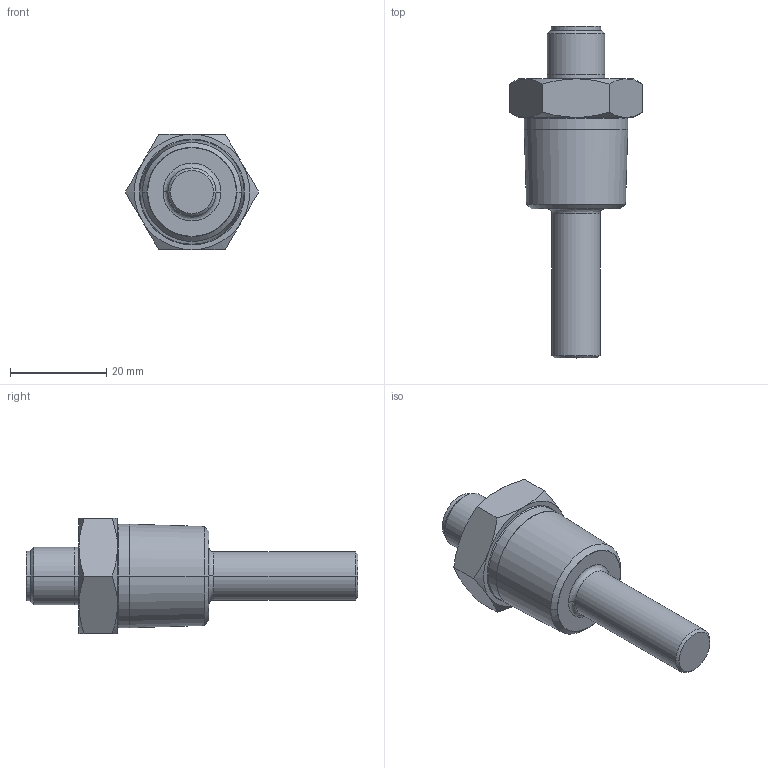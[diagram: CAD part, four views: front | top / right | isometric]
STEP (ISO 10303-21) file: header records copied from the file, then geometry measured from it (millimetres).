
FILE_DESCRIPTION((''),'2;1');
FILE_NAME('1_2NPT_RUND_10X50','2022-02-24T11:16:05',('schwerb'),(''),'CREO PARAMETRIC BY PTC INC, 2020454','CREO PARAMETRIC BY PTC INC, 2020454','');
FILE_SCHEMA(('AP242_MANAGED_MODEL_BASED_3D_ENGINEERING_MIM_LF { 1 0 10303 442 1 1 4 }'));
Length unit declared in the file: millimetre
Products named in the file (1): 1_2NPT_RUND_10X50
Bounding box: 27.71 x 69 x 24 mm (x, y, z)
Volume: 11683 mm3; surface area: 7435.5 mm2
Topology: 1 solids, 5 shells, 130 faces, 294 edges, 177 vertices
Faces by surface type: bspline 130
Entity records: 6027 total; most frequent: CARTESIAN_POINT 3129, ORIENTED_EDGE 560, DIRECTION 394, EDGE_CURVE 284, VERTEX_POINT 177, AXIS2_PLACEMENT_3D 151, CIRCLE 150, EDGE_LOOP 149
